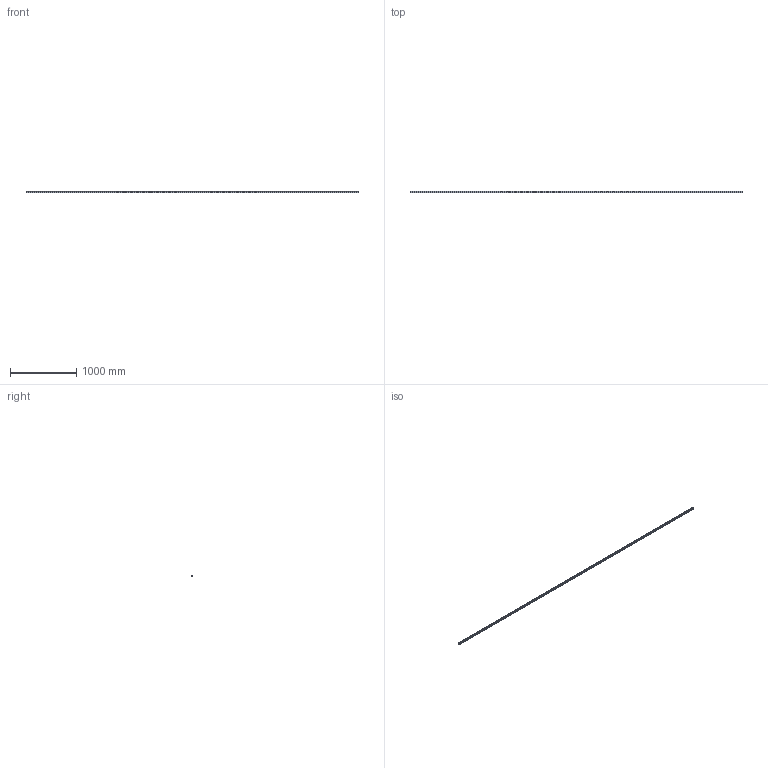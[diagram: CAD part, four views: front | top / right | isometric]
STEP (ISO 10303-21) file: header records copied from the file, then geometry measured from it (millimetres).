
FILE_DESCRIPTION (( 'STEP AP203' ), '1' );
FILE_NAME ('AL_23x24-LED.STEP', '2019-09-13T06:07:49', ( '' ), ( '' ), 'SwSTEP 2.0', 'SolidWorks 2019', '' );
FILE_SCHEMA (( 'CONFIG_CONTROL_DESIGN' ));
Length unit declared in the file: millimetre
Products named in the file (1): AL_23x24-LED
Bounding box: 5000 x 24 x 23 mm (x, y, z)
Volume: 577398.8 mm3; surface area: 853776.7 mm2
Topology: 1 solids, 1 shells, 101 faces, 297 edges, 198 vertices
Faces by surface type: plane 51, cylinder 50
Entity records: 3468 total; most frequent: DIRECTION 601, CARTESIAN_POINT 597, ORIENTED_EDGE 594, EDGE_CURVE 297, AXIS2_PLACEMENT_3D 202, VERTEX_POINT 198, LINE 197, VECTOR 197
